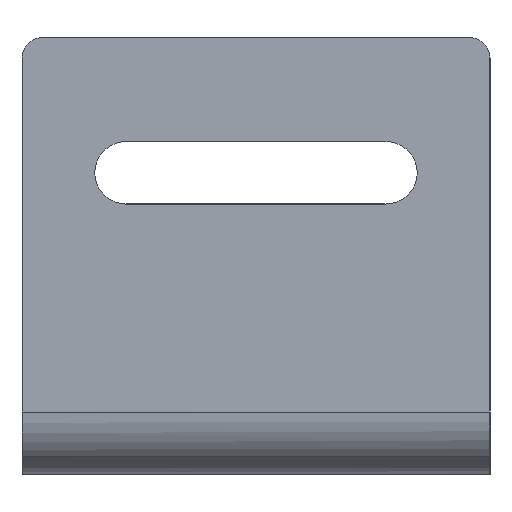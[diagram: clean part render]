
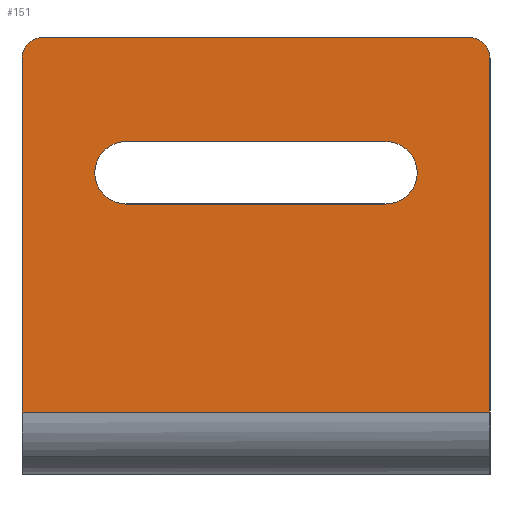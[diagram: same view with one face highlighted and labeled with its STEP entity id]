
A CAD part, left-side view. The second image highlights one B-rep face of the part: STEP entity #151.
In plain terms, the highlighted planar face has unit normal (-1, 0, 0).
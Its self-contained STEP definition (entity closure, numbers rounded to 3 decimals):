
#74=AXIS2_PLACEMENT_3D('Plane Axis2P3D',#71,#72,#73) ;
#87=AXIS2_PLACEMENT_3D('Circle Axis2P3D',#85,#86,$) ;
#106=AXIS2_PLACEMENT_3D('Circle Axis2P3D',#104,#105,$) ;
#119=AXIS2_PLACEMENT_3D('Circle Axis2P3D',#117,#118,$) ;
#135=AXIS2_PLACEMENT_3D('Circle Axis2P3D',#133,#134,$) ;
#36=CARTESIAN_POINT('Line Origine',(-2.,0.,21.)) ;
#40=CARTESIAN_POINT('Vertex',(-2.,0.,38.)) ;
#42=CARTESIAN_POINT('Vertex',(-2.,0.,4.)) ;
#71=CARTESIAN_POINT('Axis2P3D Location',(-2.,0.,76.464)) ;
#76=CARTESIAN_POINT('Line Origine',(-2.,-22.5,40.)) ;
#80=CARTESIAN_POINT('Vertex',(-2.,-2.,40.)) ;
#82=CARTESIAN_POINT('Vertex',(-2.,-43.,40.)) ;
#85=CARTESIAN_POINT('Axis2P3D Location',(-2.,-2.,38.)) ;
#90=CARTESIAN_POINT('Line Origine',(-2.,-22.5,4.)) ;
#94=CARTESIAN_POINT('Vertex',(-2.,-45.,4.)) ;
#97=CARTESIAN_POINT('Line Origine',(-2.,-45.,21.)) ;
#101=CARTESIAN_POINT('Vertex',(-2.,-45.,38.)) ;
#104=CARTESIAN_POINT('Axis2P3D Location',(-2.,-43.,38.)) ;
#117=CARTESIAN_POINT('Axis2P3D Location',(-2.,-35.,27.)) ;
#121=CARTESIAN_POINT('Vertex',(-2.,-35.,24.)) ;
#123=CARTESIAN_POINT('Vertex',(-2.,-35.,30.)) ;
#126=CARTESIAN_POINT('Line Origine',(-2.,-22.5,24.)) ;
#130=CARTESIAN_POINT('Vertex',(-2.,-10.,24.)) ;
#133=CARTESIAN_POINT('Axis2P3D Location',(-2.,-10.,27.)) ;
#137=CARTESIAN_POINT('Vertex',(-2.,-10.,30.)) ;
#140=CARTESIAN_POINT('Line Origine',(-2.,-22.5,30.)) ;
#37=DIRECTION('Vector Direction',(0.,0.,1.)) ;
#72=DIRECTION('Axis2P3D Direction',(-1.,0.,0.)) ;
#73=DIRECTION('Axis2P3D XDirection',(0.,0.,1.)) ;
#77=DIRECTION('Vector Direction',(0.,1.,0.)) ;
#86=DIRECTION('Axis2P3D Direction',(-1.,0.,0.)) ;
#91=DIRECTION('Vector Direction',(0.,-1.,0.)) ;
#98=DIRECTION('Vector Direction',(0.,0.,1.)) ;
#105=DIRECTION('Axis2P3D Direction',(-1.,0.,0.)) ;
#118=DIRECTION('Axis2P3D Direction',(-1.,0.,0.)) ;
#127=DIRECTION('Vector Direction',(0.,1.,0.)) ;
#134=DIRECTION('Axis2P3D Direction',(-1.,0.,0.)) ;
#141=DIRECTION('Vector Direction',(0.,1.,0.)) ;
#38=VECTOR('Line Direction',#37,1.) ;
#78=VECTOR('Line Direction',#77,1.) ;
#92=VECTOR('Line Direction',#91,1.) ;
#99=VECTOR('Line Direction',#98,1.) ;
#128=VECTOR('Line Direction',#127,1.) ;
#142=VECTOR('Line Direction',#141,1.) ;
#110=ORIENTED_EDGE('',*,*,#84,.F.) ;
#111=ORIENTED_EDGE('',*,*,#89,.T.) ;
#112=ORIENTED_EDGE('',*,*,#44,.T.) ;
#113=ORIENTED_EDGE('',*,*,#96,.T.) ;
#114=ORIENTED_EDGE('',*,*,#103,.F.) ;
#115=ORIENTED_EDGE('',*,*,#108,.T.) ;
#146=ORIENTED_EDGE('',*,*,#125,.F.) ;
#147=ORIENTED_EDGE('',*,*,#132,.T.) ;
#148=ORIENTED_EDGE('',*,*,#139,.F.) ;
#149=ORIENTED_EDGE('',*,*,#144,.F.) ;
#150=FACE_BOUND('',#145,.T.) ;
#151=ADVANCED_FACE('ADVANCED_FACE #3815',(#116,#150),#75,.T.) ;
#88=CIRCLE('generated circle',#87,2.) ;
#107=CIRCLE('generated circle',#106,2.) ;
#120=CIRCLE('generated circle',#119,3.) ;
#136=CIRCLE('generated circle',#135,3.) ;
#44=EDGE_CURVE('EDGE_CURVE #1483',#41,#43,#39,.F.) ;
#84=EDGE_CURVE('EDGE_CURVE #1505',#81,#83,#79,.F.) ;
#89=EDGE_CURVE('EDGE_CURVE #1507',#81,#41,#88,.T.) ;
#96=EDGE_CURVE('EDGE_CURVE #1508',#43,#95,#93,.T.) ;
#103=EDGE_CURVE('EDGE_CURVE #1489',#102,#95,#100,.F.) ;
#108=EDGE_CURVE('EDGE_CURVE #1509',#102,#83,#107,.T.) ;
#125=EDGE_CURVE('EDGE_CURVE #1500',#122,#124,#120,.T.) ;
#132=EDGE_CURVE('EDGE_CURVE #1502',#122,#131,#129,.T.) ;
#139=EDGE_CURVE('EDGE_CURVE #1494',#138,#131,#136,.T.) ;
#144=EDGE_CURVE('EDGE_CURVE #1497',#124,#138,#143,.T.) ;
#109=EDGE_LOOP('',(#110,#111,#112,#113,#114,#115)) ;
#145=EDGE_LOOP('',(#146,#147,#148,#149)) ;
#116=FACE_OUTER_BOUND('',#109,.T.) ;
#39=LINE('Line',#36,#38) ;
#79=LINE('Line',#76,#78) ;
#93=LINE('Line',#90,#92) ;
#100=LINE('Line',#97,#99) ;
#129=LINE('Line',#126,#128) ;
#143=LINE('Line',#140,#142) ;
#75=PLANE('',#74) ;
#41=VERTEX_POINT('',#40) ;
#43=VERTEX_POINT('',#42) ;
#81=VERTEX_POINT('',#80) ;
#83=VERTEX_POINT('',#82) ;
#95=VERTEX_POINT('',#94) ;
#102=VERTEX_POINT('',#101) ;
#122=VERTEX_POINT('',#121) ;
#124=VERTEX_POINT('',#123) ;
#131=VERTEX_POINT('',#130) ;
#138=VERTEX_POINT('',#137) ;
